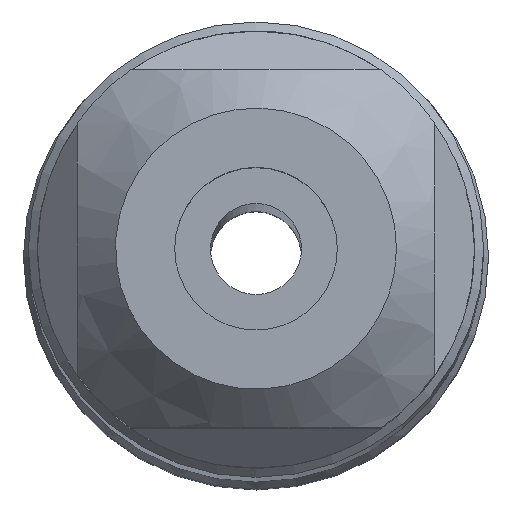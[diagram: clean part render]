
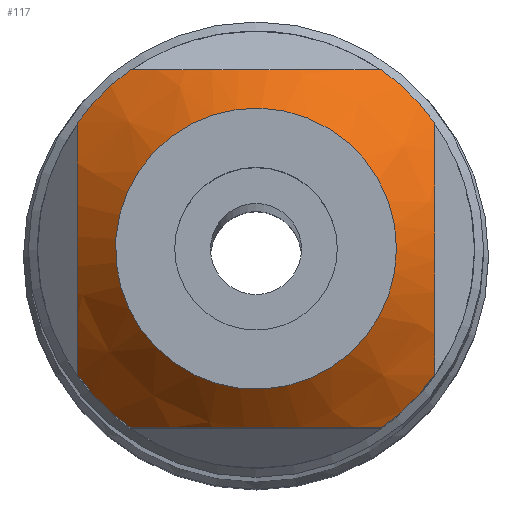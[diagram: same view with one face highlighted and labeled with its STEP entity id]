
A CAD part, top view. The second image highlights one B-rep face of the part: STEP entity #117.
In plain terms, the highlighted conical face has half-angle 45 degrees and reference radius 2.16 mm.
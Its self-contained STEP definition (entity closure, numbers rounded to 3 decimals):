
#82=CONICAL_SURFACE('',#535,2.16,45.);
#117=ADVANCED_FACE('',(#160,#161),#82,.T.);
#160=FACE_BOUND('',#214,.T.);
#161=FACE_BOUND('',#215,.T.);
#214=EDGE_LOOP('',(#282));
#215=EDGE_LOOP('',(#283,#284,#285,#286,#287,#288,#289,#290));
#282=ORIENTED_EDGE('',*,*,#390,.F.);
#283=ORIENTED_EDGE('',*,*,#406,.T.);
#284=ORIENTED_EDGE('',*,*,#407,.T.);
#285=ORIENTED_EDGE('',*,*,#408,.T.);
#286=ORIENTED_EDGE('',*,*,#394,.T.);
#287=ORIENTED_EDGE('',*,*,#409,.T.);
#288=ORIENTED_EDGE('',*,*,#399,.T.);
#289=ORIENTED_EDGE('',*,*,#410,.T.);
#290=ORIENTED_EDGE('',*,*,#404,.T.);
#351=VERTEX_POINT('',#776);
#354=VERTEX_POINT('',#784);
#355=VERTEX_POINT('',#791);
#358=VERTEX_POINT('',#800);
#359=VERTEX_POINT('',#807);
#362=VERTEX_POINT('',#816);
#363=VERTEX_POINT('',#823);
#364=VERTEX_POINT('',#827);
#365=VERTEX_POINT('',#834);
#390=EDGE_CURVE('',#351,#351,#437,.T.);
#394=EDGE_CURVE('',#355,#354,#462,.T.);
#399=EDGE_CURVE('',#359,#358,#463,.T.);
#404=EDGE_CURVE('',#363,#362,#464,.T.);
#406=EDGE_CURVE('',#362,#364,#438,.T.);
#407=EDGE_CURVE('',#364,#365,#465,.T.);
#408=EDGE_CURVE('',#365,#355,#439,.T.);
#409=EDGE_CURVE('',#354,#359,#440,.T.);
#410=EDGE_CURVE('',#358,#363,#441,.T.);
#437=CIRCLE('',#520,2.16);
#438=CIRCLE('',#531,3.36);
#439=CIRCLE('',#532,3.36);
#440=CIRCLE('',#533,3.36);
#441=CIRCLE('',#534,3.36);
#462=B_SPLINE_CURVE_WITH_KNOTS('',3,(#785,#786,#787,#788,#789,#790),
 .UNSPECIFIED.,.F.,.F.,(4,2,4),(0.,0.5,1.),.UNSPECIFIED.);
#463=B_SPLINE_CURVE_WITH_KNOTS('',3,(#801,#802,#803,#804,#805,#806),
 .UNSPECIFIED.,.F.,.F.,(4,2,4),(0.,0.5,1.),.UNSPECIFIED.);
#464=B_SPLINE_CURVE_WITH_KNOTS('',3,(#817,#818,#819,#820,#821,#822),
 .UNSPECIFIED.,.F.,.F.,(4,2,4),(0.,0.5,1.),.UNSPECIFIED.);
#465=B_SPLINE_CURVE_WITH_KNOTS('',3,(#828,#829,#830,#831,#832,#833),
 .UNSPECIFIED.,.F.,.F.,(4,2,4),(0.,0.5,1.),.UNSPECIFIED.);
#520=AXIS2_PLACEMENT_3D('',#775,#610,#611);
#531=AXIS2_PLACEMENT_3D('',#826,#641,#642);
#532=AXIS2_PLACEMENT_3D('',#835,#643,#644);
#533=AXIS2_PLACEMENT_3D('',#836,#645,#646);
#534=AXIS2_PLACEMENT_3D('',#837,#647,#648);
#535=AXIS2_PLACEMENT_3D('',#838,#649,#650);
#610=DIRECTION('',(0.,0.,1.));
#611=DIRECTION('',(1.,0.,0.));
#641=DIRECTION('',(0.,0.,1.));
#642=DIRECTION('',(-1.,0.,0.));
#643=DIRECTION('',(0.,0.,1.));
#644=DIRECTION('',(-1.,0.,0.));
#645=DIRECTION('',(0.,0.,1.));
#646=DIRECTION('',(-1.,0.,0.));
#647=DIRECTION('',(0.,0.,1.));
#648=DIRECTION('',(-1.,0.,0.));
#649=DIRECTION('',(0.,0.,-1.));
#650=DIRECTION('',(-1.,0.,0.));
#775=CARTESIAN_POINT('',(0.,0.,0.));
#776=CARTESIAN_POINT('',(2.16,0.,0.));
#784=CARTESIAN_POINT('',(-1.931,2.75,-1.2));
#785=CARTESIAN_POINT('',(1.931,2.75,-1.2));
#786=CARTESIAN_POINT('',(1.338,2.75,-0.86));
#787=CARTESIAN_POINT('',(0.68,2.75,-0.59));
#788=CARTESIAN_POINT('',(-0.679,2.75,-0.59));
#789=CARTESIAN_POINT('',(-1.34,2.75,-0.86));
#790=CARTESIAN_POINT('',(-1.931,2.75,-1.2));
#791=CARTESIAN_POINT('',(1.931,2.75,-1.2));
#800=CARTESIAN_POINT('',(-2.75,-1.931,-1.2));
#801=CARTESIAN_POINT('',(-2.75,1.931,-1.2));
#802=CARTESIAN_POINT('',(-2.75,1.34,-0.86));
#803=CARTESIAN_POINT('',(-2.75,0.679,-0.59));
#804=CARTESIAN_POINT('',(-2.75,-0.68,-0.59));
#805=CARTESIAN_POINT('',(-2.75,-1.338,-0.86));
#806=CARTESIAN_POINT('',(-2.75,-1.931,-1.2));
#807=CARTESIAN_POINT('',(-2.75,1.931,-1.2));
#816=CARTESIAN_POINT('',(1.931,-2.75,-1.2));
#817=CARTESIAN_POINT('',(-1.931,-2.75,-1.2));
#818=CARTESIAN_POINT('',(-1.34,-2.75,-0.86));
#819=CARTESIAN_POINT('',(-0.679,-2.75,-0.59));
#820=CARTESIAN_POINT('',(0.68,-2.75,-0.59));
#821=CARTESIAN_POINT('',(1.338,-2.75,-0.86));
#822=CARTESIAN_POINT('',(1.931,-2.75,-1.2));
#823=CARTESIAN_POINT('',(-1.931,-2.75,-1.2));
#826=CARTESIAN_POINT('',(0.,0.,-1.2));
#827=CARTESIAN_POINT('',(2.75,-1.931,-1.2));
#828=CARTESIAN_POINT('',(2.75,-1.931,-1.2));
#829=CARTESIAN_POINT('',(2.75,-1.338,-0.86));
#830=CARTESIAN_POINT('',(2.75,-0.68,-0.59));
#831=CARTESIAN_POINT('',(2.75,0.679,-0.59));
#832=CARTESIAN_POINT('',(2.75,1.34,-0.86));
#833=CARTESIAN_POINT('',(2.75,1.931,-1.2));
#834=CARTESIAN_POINT('',(2.75,1.931,-1.2));
#835=CARTESIAN_POINT('',(0.,0.,-1.2));
#836=CARTESIAN_POINT('',(0.,0.,-1.2));
#837=CARTESIAN_POINT('',(0.,0.,-1.2));
#838=CARTESIAN_POINT('',(0.,0.,0.));
